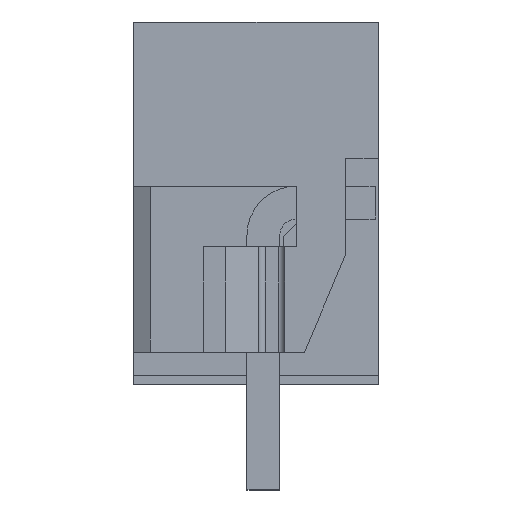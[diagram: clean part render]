
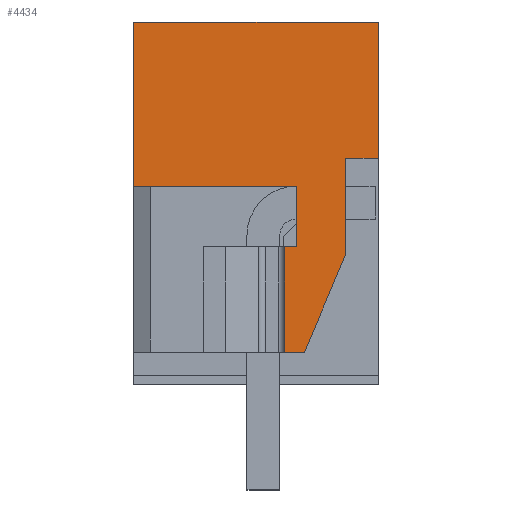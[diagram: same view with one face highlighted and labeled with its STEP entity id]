
A CAD part, left-side view. The second image highlights one B-rep face of the part: STEP entity #4434.
In plain terms, the highlighted planar face has unit normal (-1, 0, 0).
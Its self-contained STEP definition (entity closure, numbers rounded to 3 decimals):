
#4367=AXIS2_PLACEMENT_3D('Plane Axis2P3D',#4364,#4365,#4366) ;
#296=CARTESIAN_POINT('Vertex',(0.,7.45,9.25)) ;
#299=CARTESIAN_POINT('Line Origine',(0.,7.45,11.75)) ;
#303=CARTESIAN_POINT('Vertex',(0.,7.45,14.25)) ;
#4211=CARTESIAN_POINT('Vertex',(0.,2.25,4.2)) ;
#4214=CARTESIAN_POINT('Line Origine',(0.,2.55,4.2)) ;
#4218=CARTESIAN_POINT('Vertex',(0.,2.85,4.2)) ;
#4319=CARTESIAN_POINT('Line Origine',(0.,4.975,9.25)) ;
#4323=CARTESIAN_POINT('Vertex',(0.,2.5,9.25)) ;
#4364=CARTESIAN_POINT('Axis2P3D Location',(0.,7.45,1.8)) ;
#4369=CARTESIAN_POINT('Line Origine',(0.,2.85,5.8)) ;
#4373=CARTESIAN_POINT('Vertex',(0.,2.85,7.4)) ;
#4376=CARTESIAN_POINT('Line Origine',(0.,1.623,5.679)) ;
#4380=CARTESIAN_POINT('Vertex',(0.,0.997,7.158)) ;
#4383=CARTESIAN_POINT('Line Origine',(0.,0.997,8.629)) ;
#4387=CARTESIAN_POINT('Vertex',(0.,0.997,10.1)) ;
#4390=CARTESIAN_POINT('Line Origine',(0.,0.498,10.1)) ;
#4394=CARTESIAN_POINT('Vertex',(0.,0.,10.1)) ;
#4397=CARTESIAN_POINT('Line Origine',(0.,0.,12.175)) ;
#4401=CARTESIAN_POINT('Vertex',(0.,0.,14.25)) ;
#4404=CARTESIAN_POINT('Line Origine',(0.,3.725,14.25)) ;
#4409=CARTESIAN_POINT('Line Origine',(0.,2.5,8.325)) ;
#4413=CARTESIAN_POINT('Vertex',(0.,2.5,7.4)) ;
#4416=CARTESIAN_POINT('Line Origine',(0.,2.675,7.4)) ;
#300=DIRECTION('Vector Direction',(0.,0.,-1.)) ;
#4215=DIRECTION('Vector Direction',(0.,-1.,0.)) ;
#4320=DIRECTION('Vector Direction',(0.,1.,0.)) ;
#4365=DIRECTION('Axis2P3D Direction',(1.,0.,-0.)) ;
#4366=DIRECTION('Axis2P3D XDirection',(0.,0.,1.)) ;
#4370=DIRECTION('Vector Direction',(0.,0.,1.)) ;
#4377=DIRECTION('Vector Direction',(0.,0.39,-0.921)) ;
#4384=DIRECTION('Vector Direction',(0.,0.,1.)) ;
#4391=DIRECTION('Vector Direction',(0.,-1.,0.)) ;
#4398=DIRECTION('Vector Direction',(0.,0.,1.)) ;
#4405=DIRECTION('Vector Direction',(0.,1.,0.)) ;
#4410=DIRECTION('Vector Direction',(0.,0.,-1.)) ;
#4417=DIRECTION('Vector Direction',(0.,1.,0.)) ;
#301=VECTOR('Line Direction',#300,1.) ;
#4216=VECTOR('Line Direction',#4215,1.) ;
#4321=VECTOR('Line Direction',#4320,1.) ;
#4371=VECTOR('Line Direction',#4370,1.) ;
#4378=VECTOR('Line Direction',#4377,1.) ;
#4385=VECTOR('Line Direction',#4384,1.) ;
#4392=VECTOR('Line Direction',#4391,1.) ;
#4399=VECTOR('Line Direction',#4398,1.) ;
#4406=VECTOR('Line Direction',#4405,1.) ;
#4411=VECTOR('Line Direction',#4410,1.) ;
#4418=VECTOR('Line Direction',#4417,1.) ;
#4422=ORIENTED_EDGE('',*,*,#4375,.F.) ;
#4423=ORIENTED_EDGE('',*,*,#4220,.F.) ;
#4424=ORIENTED_EDGE('',*,*,#4382,.F.) ;
#4425=ORIENTED_EDGE('',*,*,#4389,.F.) ;
#4426=ORIENTED_EDGE('',*,*,#4396,.F.) ;
#4427=ORIENTED_EDGE('',*,*,#4403,.F.) ;
#4428=ORIENTED_EDGE('',*,*,#4408,.F.) ;
#4429=ORIENTED_EDGE('',*,*,#305,.F.) ;
#4430=ORIENTED_EDGE('',*,*,#4325,.F.) ;
#4431=ORIENTED_EDGE('',*,*,#4415,.F.) ;
#4432=ORIENTED_EDGE('',*,*,#4420,.F.) ;
#4434=ADVANCED_FACE('HOUSING',(#4433),#4368,.F.) ;
#305=EDGE_CURVE('',#297,#304,#302,.F.) ;
#4220=EDGE_CURVE('',#4212,#4219,#4217,.F.) ;
#4325=EDGE_CURVE('',#4324,#297,#4322,.T.) ;
#4375=EDGE_CURVE('',#4219,#4374,#4372,.T.) ;
#4382=EDGE_CURVE('',#4381,#4212,#4379,.T.) ;
#4389=EDGE_CURVE('',#4388,#4381,#4386,.F.) ;
#4396=EDGE_CURVE('',#4395,#4388,#4393,.F.) ;
#4403=EDGE_CURVE('',#4402,#4395,#4400,.F.) ;
#4408=EDGE_CURVE('',#304,#4402,#4407,.F.) ;
#4415=EDGE_CURVE('',#4414,#4324,#4412,.F.) ;
#4420=EDGE_CURVE('',#4374,#4414,#4419,.F.) ;
#4421=EDGE_LOOP('',(#4422,#4423,#4424,#4425,#4426,#4427,#4428,#4429,#4430,#4431,#4432)) ;
#4433=FACE_OUTER_BOUND('',#4421,.T.) ;
#302=LINE('Line',#299,#301) ;
#4217=LINE('Line',#4214,#4216) ;
#4322=LINE('Line',#4319,#4321) ;
#4372=LINE('Line',#4369,#4371) ;
#4379=LINE('Line',#4376,#4378) ;
#4386=LINE('Line',#4383,#4385) ;
#4393=LINE('Line',#4390,#4392) ;
#4400=LINE('Line',#4397,#4399) ;
#4407=LINE('Line',#4404,#4406) ;
#4412=LINE('Line',#4409,#4411) ;
#4419=LINE('Line',#4416,#4418) ;
#4368=PLANE('',#4367) ;
#297=VERTEX_POINT('',#296) ;
#304=VERTEX_POINT('',#303) ;
#4212=VERTEX_POINT('',#4211) ;
#4219=VERTEX_POINT('',#4218) ;
#4324=VERTEX_POINT('',#4323) ;
#4374=VERTEX_POINT('',#4373) ;
#4381=VERTEX_POINT('',#4380) ;
#4388=VERTEX_POINT('',#4387) ;
#4395=VERTEX_POINT('',#4394) ;
#4402=VERTEX_POINT('',#4401) ;
#4414=VERTEX_POINT('',#4413) ;
